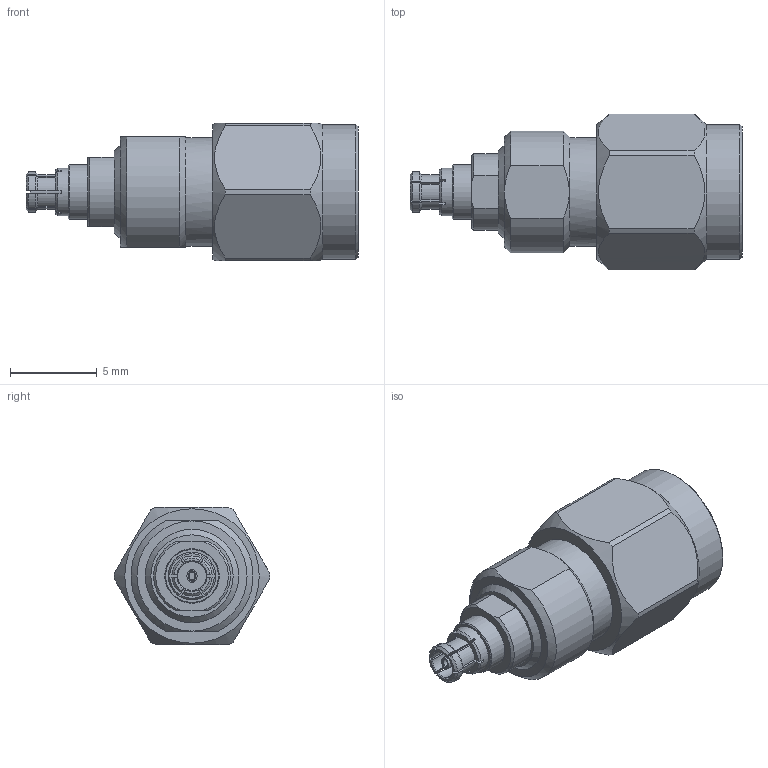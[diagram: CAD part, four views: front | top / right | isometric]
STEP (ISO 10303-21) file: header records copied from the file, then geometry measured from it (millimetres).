
FILE_DESCRIPTION (( 'STEP AP203' ), '1' );
FILE_NAME ('PE91103_3D.step', '2021-07-13T16:22:06', ( '' ), ( '' ), 'SwSTEP 2.0', 'SolidWorks 2020', '' );
FILE_SCHEMA (( 'CONFIG_CONTROL_DESIGN' ));
Length unit declared in the file: inch
Products named in the file (1): PE91103_3D
Bounding box: 19.15 x 8.99 x 7.94 mm (x, y, z)
Volume: 561.7 mm3; surface area: 688.9 mm2
Topology: 1 solids, 1 shells, 141 faces, 397 edges, 268 vertices
Faces by surface type: plane 58, cylinder 37, cone 37, bspline 9
Full cylindrical faces by diameter (mm): 0.94 x1, 1.194 x1, 1.651 x1, 2.742 x1, 3.145 x1, 4.445 x1, 6.286 x1, 6.35 x6, 7.762 x1
Entity records: 7075 total; most frequent: CARTESIAN_POINT 3730, ORIENTED_EDGE 724, DIRECTION 616, EDGE_CURVE 362, VERTEX_POINT 258, AXIS2_PLACEMENT_3D 246, EDGE_LOOP 164, FACE_OUTER_BOUND 146
